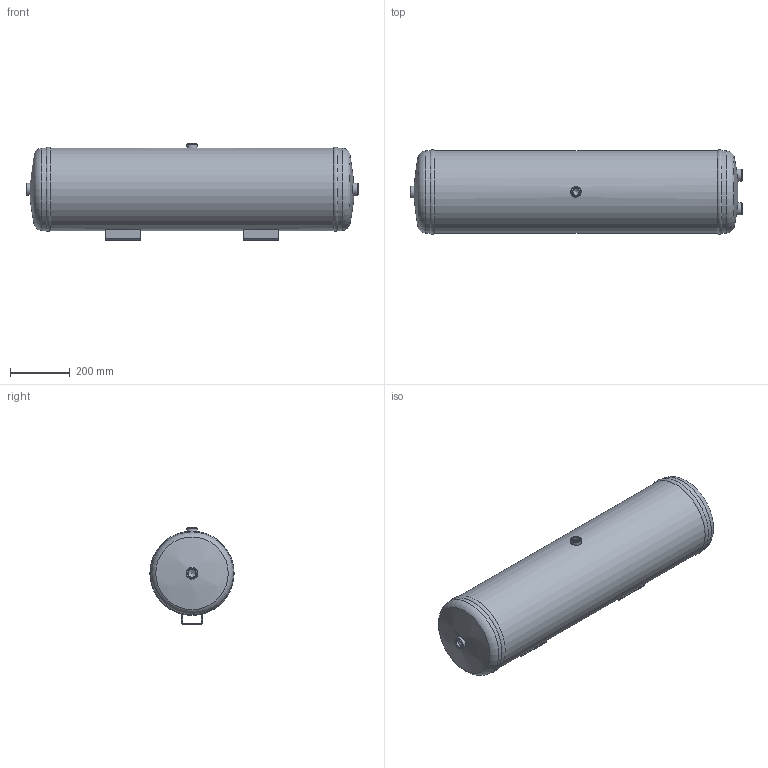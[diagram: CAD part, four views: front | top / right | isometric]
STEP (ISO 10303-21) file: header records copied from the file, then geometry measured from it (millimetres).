
FILE_DESCRIPTION(/* description */ (''),/* implementation_level */ '2;1');
FILE_NAME(/* name */ '3D_calval60l.stp',/* time_stamp */ '2017-04-20T11:56:14+02:00',/* author */ ('josepm'),/* organization */ (''),/* preprocessor_version */ 'ST-DEVELOPER v15.2',/* originating_system */ 'Autodesk Inventor 2014',/* authorisation */ '');
FILE_SCHEMA (('AUTOMOTIVE_DESIGN { 1 0 10303 214 3 1 1 }'));
Length unit declared in the file: millimetre
Products named in the file (1): 3D_calval60l
Bounding box: 1111 x 281.81 x 322 mm (x, y, z)
Volume: 63842963.9 mm3; surface area: 1092886.2 mm2
Topology: 1 solids, 1 shells, 61 faces, 154 edges, 99 vertices
Faces by surface type: cylinder 23, plane 20, cone 12, torus 4, sphere 2
Full cylindrical faces by diameter (mm): 12 x4, 20.955 x1, 26.4 x3, 35 x1, 40 x3, 276 x3
Entity records: 1821 total; most frequent: CARTESIAN_POINT 457, DIRECTION 294, ORIENTED_EDGE 224, AXIS2_PLACEMENT_3D 123, EDGE_CURVE 112, EDGE_LOOP 108, VERTEX_POINT 88, CIRCLE 61
